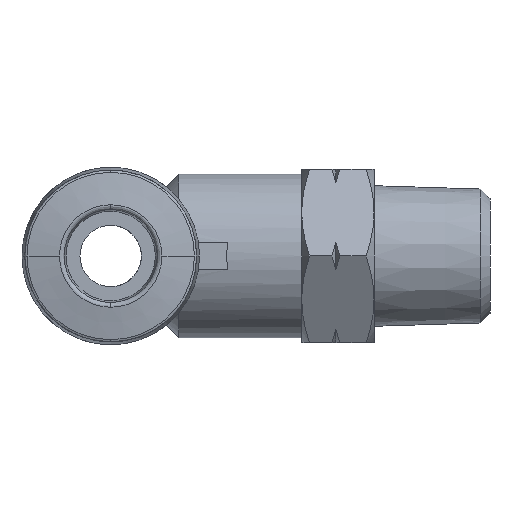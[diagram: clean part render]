
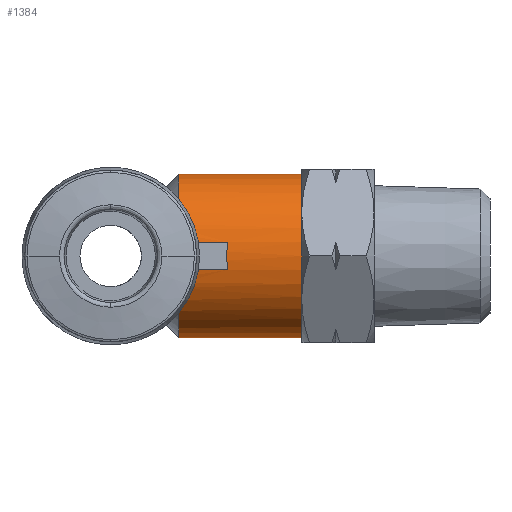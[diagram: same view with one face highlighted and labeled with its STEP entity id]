
A CAD part, left-side view. The second image highlights one B-rep face of the part: STEP entity #1384.
In plain terms, the highlighted cylindrical face has radius 6 mm (diameter 12 mm), a partial arc.
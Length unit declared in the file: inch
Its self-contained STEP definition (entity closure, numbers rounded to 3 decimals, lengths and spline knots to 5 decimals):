
#36 = CIRCLE ( 'NONE', #2278, 0.23622 ) ;
#150 = CARTESIAN_POINT ( 'NONE',  ( -0.21743, 0.35433, -0.09233 ) ) ;
#180 = DIRECTION ( 'NONE',  ( 0., 0., -1. ) ) ;
#185 = DIRECTION ( 'NONE',  ( 0., 0., -1. ) ) ;
#212 = EDGE_CURVE ( 'NONE', #675, #5457, #1241, .T. ) ;
#302 = LINE ( 'NONE', #1249, #360 ) ;
#308 = VERTEX_POINT ( 'NONE', #886 ) ;
#325 = EDGE_CURVE ( 'NONE', #3689, #3216, #1025, .T. ) ;
#360 = VECTOR ( 'NONE', #1228, 39.37008 ) ;
#416 = CARTESIAN_POINT ( 'NONE',  ( -0.23292, 0.21323, -0.03937 ) ) ;
#586 = ORIENTED_EDGE ( 'NONE', *, *, #5357, .T. ) ;
#602 = EDGE_CURVE ( 'NONE', #1330, #3689, #36, .T. ) ;
#675 = VERTEX_POINT ( 'NONE', #4532 ) ;
#871 = VERTEX_POINT ( 'NONE', #1637 ) ;
#876 = LINE ( 'NONE', #2427, #3124 ) ;
#886 = CARTESIAN_POINT ( 'NONE',  ( -0.21743, 0.35433, 0.09233 ) ) ;
#889 = EDGE_CURVE ( 'NONE', #308, #1207, #1839, .T. ) ;
#946 = AXIS2_PLACEMENT_3D ( 'NONE', #5480, #2846, #185 ) ;
#959 = CARTESIAN_POINT ( 'NONE',  ( -0.23292, 0.32162, -0.03937 ) ) ;
#965 = VECTOR ( 'NONE', #2666, 39.37008 ) ;
#1025 = LINE ( 'NONE', #2630, #965 ) ;
#1207 = VERTEX_POINT ( 'NONE', #3826 ) ;
#1228 = DIRECTION ( 'NONE',  ( 0., -1., 0. ) ) ;
#1231 = VECTOR ( 'NONE', #5125, 39.37008 ) ;
#1241 = LINE ( 'NONE', #4924, #1231 ) ;
#1249 = CARTESIAN_POINT ( 'NONE',  ( 0., 0.17717, 0.23622 ) ) ;
#1275 = AXIS2_PLACEMENT_3D ( 'NONE', #5474, #2841, #180 ) ;
#1279 = EDGE_CURVE ( 'NONE', #3408, #2617, #302, .T. ) ;
#1330 = VERTEX_POINT ( 'NONE', #2694 ) ;
#1363 = CARTESIAN_POINT ( 'NONE',  ( 0., 0.35433, 0.23622 ) ) ;
#1384 = ADVANCED_FACE ( 'NONE', ( #5237 ), #2434, .T. ) ;
#1599 = ORIENTED_EDGE ( 'NONE', *, *, #602, .T. ) ;
#1626 = B_SPLINE_CURVE_WITH_KNOTS ( 'NONE', 3,
 ( #3685, #4136, #2331, #5444, #2814, #150 ),
 .UNSPECIFIED., .F., .F.,
 ( 4, 2, 4 ),
 ( 0., 0.00082, 0.00163 ),
 .UNSPECIFIED. ) ;
#1637 = CARTESIAN_POINT ( 'NONE',  ( -0.23292, 0.21323, 0.03937 ) ) ;
#1667 = CARTESIAN_POINT ( 'NONE',  ( 0., 0., 0.23622 ) ) ;
#1839 = B_SPLINE_CURVE_WITH_KNOTS ( 'NONE', 3,
 ( #2775, #2401, #2258, #2242, #2217, #2202 ),
 .UNSPECIFIED., .F., .F.,
 ( 4, 2, 4 ),
 ( 0., 0.00082, 0.00163 ),
 .UNSPECIFIED. ) ;
#1891 =( BOUNDED_CURVE ( )  B_SPLINE_CURVE ( 3, ( #2632, #2170, #3099, #416 ),
 .UNSPECIFIED., .F., .T. ) 
 B_SPLINE_CURVE_WITH_KNOTS ( ( 4, 4 ),
 ( 2.97414, 3.30904 ),
 .UNSPECIFIED. ) 
 CURVE ( )  GEOMETRIC_REPRESENTATION_ITEM ( )  RATIONAL_B_SPLINE_CURVE ( ( 1., 0.991, 0.991, 1. ) ) 
 REPRESENTATION_ITEM ( '' )  );
#2170 = CARTESIAN_POINT ( 'NONE',  ( -0.23733, 0.21765, 0.01325 ) ) ;
#2185 = CIRCLE ( 'NONE', #1275, 0.23622 ) ;
#2202 = CARTESIAN_POINT ( 'NONE',  ( -0.23292, 0.32162, 0.03937 ) ) ;
#2217 = CARTESIAN_POINT ( 'NONE',  ( -0.2312, 0.3251, 0.04952 ) ) ;
#2242 = CARTESIAN_POINT ( 'NONE',  ( -0.22889, 0.32982, 0.0591 ) ) ;
#2258 = CARTESIAN_POINT ( 'NONE',  ( -0.22362, 0.34088, 0.07668 ) ) ;
#2278 = AXIS2_PLACEMENT_3D ( 'NONE', #4672, #4713, #4636 ) ;
#2331 = CARTESIAN_POINT ( 'NONE',  ( -0.22893, 0.32974, -0.05894 ) ) ;
#2401 = CARTESIAN_POINT ( 'NONE',  ( -0.22063, 0.34725, 0.08479 ) ) ;
#2427 = CARTESIAN_POINT ( 'NONE',  ( -0.23292, 0.17717, 0.03937 ) ) ;
#2434 = CYLINDRICAL_SURFACE ( 'NONE', #4964, 0.23622 ) ;
#2479 = ORIENTED_EDGE ( 'NONE', *, *, #889, .T. ) ;
#2617 = VERTEX_POINT ( 'NONE', #1667 ) ;
#2630 = CARTESIAN_POINT ( 'NONE',  ( 0., 0.17717, -0.23622 ) ) ;
#2632 = CARTESIAN_POINT ( 'NONE',  ( -0.23292, 0.21323, 0.03937 ) ) ;
#2666 = DIRECTION ( 'NONE',  ( 0., -1., 0. ) ) ;
#2694 = CARTESIAN_POINT ( 'NONE',  ( -0.21743, 0.35433, -0.09233 ) ) ;
#2775 = CARTESIAN_POINT ( 'NONE',  ( -0.21743, 0.35433, 0.09233 ) ) ;
#2814 = CARTESIAN_POINT ( 'NONE',  ( -0.22064, 0.34724, -0.08477 ) ) ;
#2819 = EDGE_LOOP ( 'NONE', ( #3427, #5199, #2479, #4437, #586, #3080, #4883, #1599, #3680, #4281 ) ) ;
#2841 = DIRECTION ( 'NONE',  ( 0., -1., 0. ) ) ;
#2846 = DIRECTION ( 'NONE',  ( 0., -1., 0. ) ) ;
#2899 = DIRECTION ( 'NONE',  ( 0., -1., 0. ) ) ;
#3080 = ORIENTED_EDGE ( 'NONE', *, *, #212, .T. ) ;
#3099 = CARTESIAN_POINT ( 'NONE',  ( -0.23733, 0.21765, -0.01325 ) ) ;
#3124 = VECTOR ( 'NONE', #2899, 39.37008 ) ;
#3216 = VERTEX_POINT ( 'NONE', #4397 ) ;
#3408 = VERTEX_POINT ( 'NONE', #1363 ) ;
#3427 = ORIENTED_EDGE ( 'NONE', *, *, #1279, .F. ) ;
#3614 = DIRECTION ( 'NONE',  ( 0., -1., 0. ) ) ;
#3680 = ORIENTED_EDGE ( 'NONE', *, *, #325, .T. ) ;
#3685 = CARTESIAN_POINT ( 'NONE',  ( -0.23292, 0.32162, -0.03937 ) ) ;
#3689 = VERTEX_POINT ( 'NONE', #3839 ) ;
#3826 = CARTESIAN_POINT ( 'NONE',  ( -0.23292, 0.32162, 0.03937 ) ) ;
#3839 = CARTESIAN_POINT ( 'NONE',  ( 0., 0.35433, -0.23622 ) ) ;
#4136 = CARTESIAN_POINT ( 'NONE',  ( -0.2312, 0.32511, -0.04954 ) ) ;
#4281 = ORIENTED_EDGE ( 'NONE', *, *, #5644, .F. ) ;
#4397 = CARTESIAN_POINT ( 'NONE',  ( 0., 0., -0.23622 ) ) ;
#4437 = ORIENTED_EDGE ( 'NONE', *, *, #5170, .T. ) ;
#4532 = CARTESIAN_POINT ( 'NONE',  ( -0.23292, 0.21323, -0.03937 ) ) ;
#4564 = CIRCLE ( 'NONE', #946, 0.23622 ) ;
#4636 = DIRECTION ( 'NONE',  ( 0., 0., -1. ) ) ;
#4672 = CARTESIAN_POINT ( 'NONE',  ( 0., 0.35433, 0. ) ) ;
#4713 = DIRECTION ( 'NONE',  ( 0., -1., 0. ) ) ;
#4883 = ORIENTED_EDGE ( 'NONE', *, *, #5622, .T. ) ;
#4924 = CARTESIAN_POINT ( 'NONE',  ( -0.23292, 0.17717, -0.03937 ) ) ;
#4964 = AXIS2_PLACEMENT_3D ( 'NONE', #5390, #3614, #5638 ) ;
#4998 = EDGE_CURVE ( 'NONE', #3408, #308, #2185, .T. ) ;
#5125 = DIRECTION ( 'NONE',  ( 0., 1., 0. ) ) ;
#5170 = EDGE_CURVE ( 'NONE', #1207, #871, #876, .T. ) ;
#5199 = ORIENTED_EDGE ( 'NONE', *, *, #4998, .T. ) ;
#5237 = FACE_OUTER_BOUND ( 'NONE', #2819, .T. ) ;
#5357 = EDGE_CURVE ( 'NONE', #871, #675, #1891, .T. ) ;
#5390 = CARTESIAN_POINT ( 'NONE',  ( 0., 0.17717, 0. ) ) ;
#5444 = CARTESIAN_POINT ( 'NONE',  ( -0.22367, 0.34078, -0.07654 ) ) ;
#5457 = VERTEX_POINT ( 'NONE', #959 ) ;
#5474 = CARTESIAN_POINT ( 'NONE',  ( 0., 0.35433, 0. ) ) ;
#5480 = CARTESIAN_POINT ( 'NONE',  ( 0., 0., 0. ) ) ;
#5622 = EDGE_CURVE ( 'NONE', #5457, #1330, #1626, .T. ) ;
#5638 = DIRECTION ( 'NONE',  ( 0., 0., -1. ) ) ;
#5644 = EDGE_CURVE ( 'NONE', #2617, #3216, #4564, .T. ) ;
